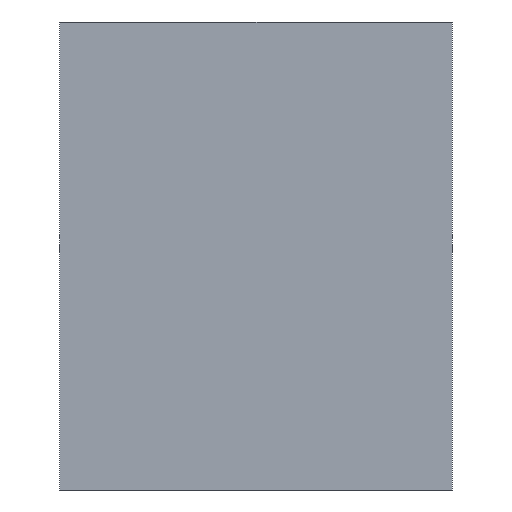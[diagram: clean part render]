
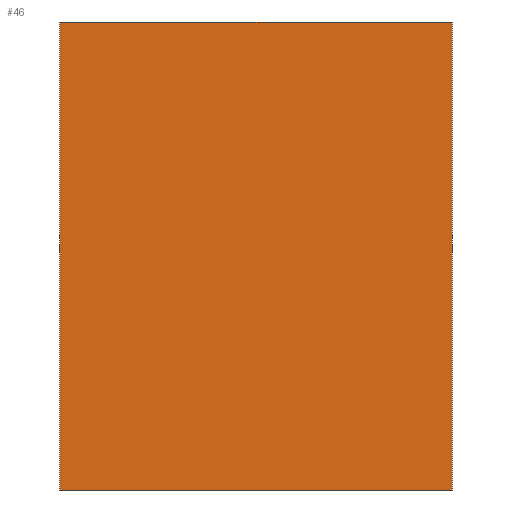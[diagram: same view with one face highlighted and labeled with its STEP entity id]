
A CAD part, left-side view. The second image highlights one B-rep face of the part: STEP entity #46.
In plain terms, the highlighted planar face has unit normal (-1, 0, 0).
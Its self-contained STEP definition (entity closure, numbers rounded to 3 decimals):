
#46 = ADVANCED_FACE( '', ( #92 ), #93, .F. );
#92 = FACE_OUTER_BOUND( '', #129, .T. );
#93 = PLANE( '', #130 );
#129 = EDGE_LOOP( '', ( #189, #190, #191, #192 ) );
#130 = AXIS2_PLACEMENT_3D( '', #193, #194, #195 );
#189 = ORIENTED_EDGE( '', *, *, #213, .T. );
#190 = ORIENTED_EDGE( '', *, *, #218, .F. );
#191 = ORIENTED_EDGE( '', *, *, #200, .F. );
#192 = ORIENTED_EDGE( '', *, *, #205, .T. );
#193 = CARTESIAN_POINT( '', ( -198., 23.5, 56. ) );
#194 = DIRECTION( '', ( 1., 0., 0. ) );
#195 = DIRECTION( '', ( 0., 0., -1. ) );
#200 = EDGE_CURVE( '', #226, #228, #229, .T. );
#205 = EDGE_CURVE( '', #226, #235, #237, .T. );
#213 = EDGE_CURVE( '', #235, #247, #249, .T. );
#218 = EDGE_CURVE( '', #228, #247, #254, .T. );
#226 = VERTEX_POINT( '', #262 );
#228 = VERTEX_POINT( '', #265 );
#229 = LINE( '', #266, #267 );
#235 = VERTEX_POINT( '', #275 );
#237 = LINE( '', #278, #279 );
#247 = VERTEX_POINT( '', #291 );
#249 = LINE( '', #294, #295 );
#254 = LINE( '', #301, #302 );
#262 = CARTESIAN_POINT( '', ( -198., 23.5, 56. ) );
#265 = CARTESIAN_POINT( '', ( -198., -23.5, 56. ) );
#266 = CARTESIAN_POINT( '', ( -198., 23.5, 56. ) );
#267 = VECTOR( '', #311, 1000. );
#275 = CARTESIAN_POINT( '', ( -198., 23.5, 0. ) );
#278 = CARTESIAN_POINT( '', ( -198., 23.5, 56. ) );
#279 = VECTOR( '', #315, 1000. );
#291 = CARTESIAN_POINT( '', ( -198., -23.5, 0. ) );
#294 = CARTESIAN_POINT( '', ( -198., 23.5, 0. ) );
#295 = VECTOR( '', #325, 1000. );
#301 = CARTESIAN_POINT( '', ( -198., -23.5, 56. ) );
#302 = VECTOR( '', #327, 1000. );
#311 = DIRECTION( '', ( 0., -1., 0. ) );
#315 = DIRECTION( '', ( 0., 0., -1. ) );
#325 = DIRECTION( '', ( 0., -1., 0. ) );
#327 = DIRECTION( '', ( 0., 0., -1. ) );
